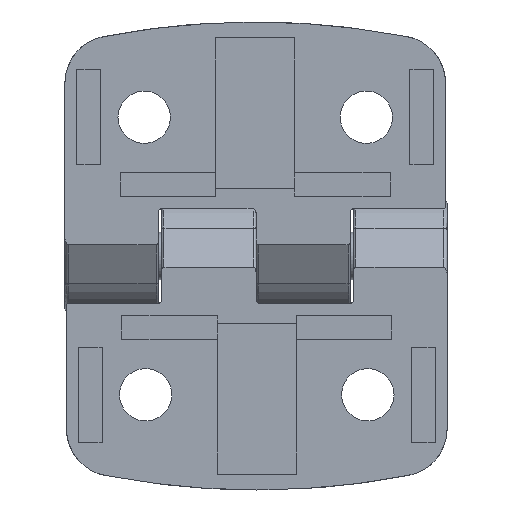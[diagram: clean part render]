
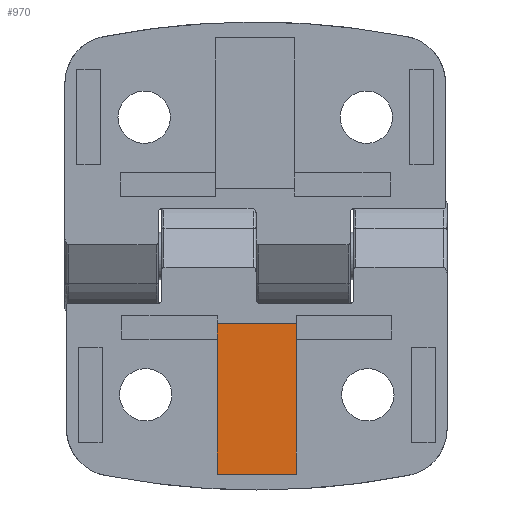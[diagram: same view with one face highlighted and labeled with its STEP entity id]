
A CAD part, front view. The second image highlights one B-rep face of the part: STEP entity #970.
In plain terms, the highlighted planar face has unit normal (0, -1, 0).
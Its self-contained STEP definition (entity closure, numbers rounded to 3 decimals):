
#56 = AXIS2_PLACEMENT_3D ( 'NONE', #2608, #2547, #3198 ) ;
#92 = VERTEX_POINT ( 'NONE', #4400 ) ;
#132 = CARTESIAN_POINT ( 'NONE',  ( 5., 1.5, -8.5 ) ) ;
#154 = DIRECTION ( 'NONE',  ( 0., 0., 1. ) ) ;
#562 = LINE ( 'NONE', #3407, #841 ) ;
#575 = VECTOR ( 'NONE', #2830, 1000. ) ;
#576 = VECTOR ( 'NONE', #154, 1000. ) ;
#704 = LINE ( 'NONE', #132, #576 ) ;
#841 = VECTOR ( 'NONE', #3356, 1000. ) ;
#862 = PLANE ( 'NONE',  #56 ) ;
#970 = ADVANCED_FACE ( 'NONE', ( #4307 ), #862, .F. ) ;
#1119 = EDGE_CURVE ( 'NONE', #5551, #6658, #4092, .T. ) ;
#1212 = EDGE_CURVE ( 'NONE', #6658, #92, #7052, .T. ) ;
#1327 = VECTOR ( 'NONE', #7230, 1000. ) ;
#1517 = EDGE_CURVE ( 'NONE', #4420, #7060, #3733, .T. ) ;
#1699 = CARTESIAN_POINT ( 'NONE',  ( 5., 1.5, -10.5 ) ) ;
#1816 = EDGE_CURVE ( 'NONE', #92, #4420, #704, .T. ) ;
#1950 = ORIENTED_EDGE ( 'NONE', *, *, #1212, .T. ) ;
#2311 = ORIENTED_EDGE ( 'NONE', *, *, #1119, .T. ) ;
#2547 = DIRECTION ( 'NONE',  ( 0., 1., 0. ) ) ;
#2608 = CARTESIAN_POINT ( 'NONE',  ( 5., 1.5, -8.5 ) ) ;
#2830 = DIRECTION ( 'NONE',  ( -1., 0., 0. ) ) ;
#2867 = CARTESIAN_POINT ( 'NONE',  ( 5., 1.5, -8.5 ) ) ;
#2993 = CARTESIAN_POINT ( 'NONE',  ( 5., 1.5, -27.5 ) ) ;
#3099 = EDGE_CURVE ( 'NONE', #5551, #6576, #562, .T. ) ;
#3132 = EDGE_CURVE ( 'NONE', #7060, #6576, #4736, .T. ) ;
#3165 = ORIENTED_EDGE ( 'NONE', *, *, #3132, .T. ) ;
#3198 = DIRECTION ( 'NONE',  ( 0., 0., 1. ) ) ;
#3356 = DIRECTION ( 'NONE',  ( 0., 0., 1. ) ) ;
#3407 = CARTESIAN_POINT ( 'NONE',  ( -5., 1.5, -8.5 ) ) ;
#3733 = LINE ( 'NONE', #6594, #4026 ) ;
#4026 = VECTOR ( 'NONE', #6566, 1000. ) ;
#4092 = LINE ( 'NONE', #6243, #1327 ) ;
#4307 = FACE_OUTER_BOUND ( 'NONE', #5569, .T. ) ;
#4400 = CARTESIAN_POINT ( 'NONE',  ( 5., 1.5, -27.5 ) ) ;
#4420 = VERTEX_POINT ( 'NONE', #1699 ) ;
#4736 = LINE ( 'NONE', #2867, #575 ) ;
#4854 = CARTESIAN_POINT ( 'NONE',  ( -5., 1.5, -10.5 ) ) ;
#5036 = ORIENTED_EDGE ( 'NONE', *, *, #1517, .T. ) ;
#5551 = VERTEX_POINT ( 'NONE', #4854 ) ;
#5569 = EDGE_LOOP ( 'NONE', ( #5036, #3165, #7362, #2311, #1950, #6311 ) ) ;
#5578 = CARTESIAN_POINT ( 'NONE',  ( 5., 1.5, -8.5 ) ) ;
#6243 = CARTESIAN_POINT ( 'NONE',  ( -5., 1.5, -8.5 ) ) ;
#6265 = CARTESIAN_POINT ( 'NONE',  ( -5., 1.5, -27.5 ) ) ;
#6311 = ORIENTED_EDGE ( 'NONE', *, *, #1816, .T. ) ;
#6566 = DIRECTION ( 'NONE',  ( 0., 0., 1. ) ) ;
#6576 = VERTEX_POINT ( 'NONE', #6617 ) ;
#6594 = CARTESIAN_POINT ( 'NONE',  ( 5., 1.5, -7.5 ) ) ;
#6617 = CARTESIAN_POINT ( 'NONE',  ( -5., 1.5, -8.5 ) ) ;
#6658 = VERTEX_POINT ( 'NONE', #6265 ) ;
#6781 = VECTOR ( 'NONE', #6832, 1000. ) ;
#6832 = DIRECTION ( 'NONE',  ( 1., 0., 0. ) ) ;
#7052 = LINE ( 'NONE', #2993, #6781 ) ;
#7060 = VERTEX_POINT ( 'NONE', #5578 ) ;
#7230 = DIRECTION ( 'NONE',  ( 0., 0., -1. ) ) ;
#7362 = ORIENTED_EDGE ( 'NONE', *, *, #3099, .F. ) ;
